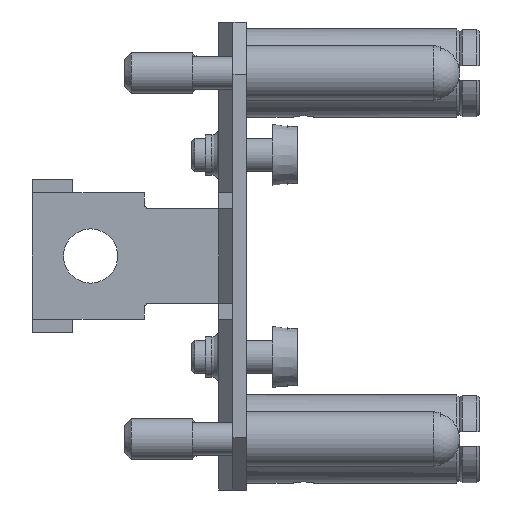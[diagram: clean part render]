
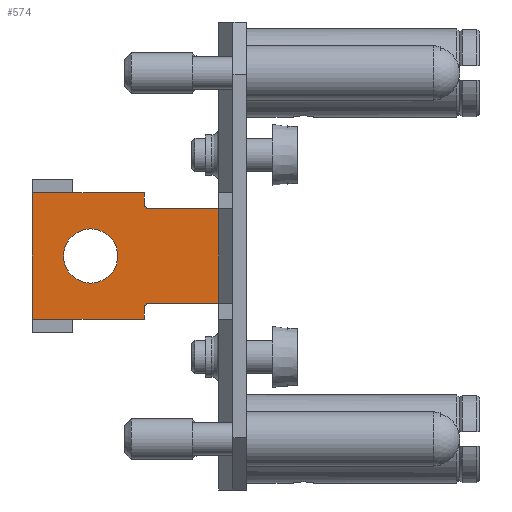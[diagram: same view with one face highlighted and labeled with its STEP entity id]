
A CAD part, left-side view. The second image highlights one B-rep face of the part: STEP entity #574.
In plain terms, the highlighted planar face has unit normal (-1, 0, 0).
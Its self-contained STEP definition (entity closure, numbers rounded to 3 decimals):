
#232=FACE_BOUND('',#1102,.T.);
#233=FACE_BOUND('',#1103,.T.);
#574=ADVANCED_FACE('',(#232,#233),#700,.T.);
#700=PLANE('',#3743);
#1102=EDGE_LOOP('',(#2154));
#1103=EDGE_LOOP('',(#2155,#2156,#2157,#2158,#2159,#2160,#2161,#2162,#2163,
#2164,#2165,#2166));
#1259=LINE('',#6038,#1463);
#1261=LINE('',#6043,#1465);
#1272=LINE('',#6064,#1476);
#1278=LINE('',#6077,#1482);
#1284=LINE('',#6094,#1488);
#1288=LINE('',#6101,#1492);
#1294=LINE('',#6112,#1498);
#1300=LINE('',#6121,#1504);
#1301=LINE('',#6123,#1505);
#1303=LINE('',#6127,#1507);
#1463=VECTOR('',#4495,1.);
#1465=VECTOR('',#4499,1.);
#1476=VECTOR('',#4518,1.);
#1482=VECTOR('',#4528,1.);
#1488=VECTOR('',#4542,1.);
#1492=VECTOR('',#4548,1.);
#1498=VECTOR('',#4560,1.);
#1504=VECTOR('',#4570,1.);
#1505=VECTOR('',#4573,1.);
#1507=VECTOR('',#4577,1.);
#2154=ORIENTED_EDGE('',*,*,#3056,.T.);
#2155=ORIENTED_EDGE('',*,*,#3117,.F.);
#2156=ORIENTED_EDGE('',*,*,#3119,.T.);
#2157=ORIENTED_EDGE('',*,*,#3069,.F.);
#2158=ORIENTED_EDGE('',*,*,#3073,.F.);
#2159=ORIENTED_EDGE('',*,*,#3075,.F.);
#2160=ORIENTED_EDGE('',*,*,#3086,.T.);
#2161=ORIENTED_EDGE('',*,*,#3110,.F.);
#2162=ORIENTED_EDGE('',*,*,#3092,.T.);
#2163=ORIENTED_EDGE('',*,*,#3104,.F.);
#2164=ORIENTED_EDGE('',*,*,#3100,.F.);
#2165=ORIENTED_EDGE('',*,*,#3097,.F.);
#2166=ORIENTED_EDGE('',*,*,#3116,.T.);
#2683=VERTEX_POINT('',#5979);
#2695=VERTEX_POINT('',#6029);
#2696=VERTEX_POINT('',#6031);
#2698=VERTEX_POINT('',#6037);
#2700=VERTEX_POINT('',#6042);
#2707=VERTEX_POINT('',#6065);
#2712=VERTEX_POINT('',#6078);
#2713=VERTEX_POINT('',#6079);
#2716=VERTEX_POINT('',#6087);
#2717=VERTEX_POINT('',#6089);
#2719=VERTEX_POINT('',#6095);
#2723=VERTEX_POINT('',#6120);
#2724=VERTEX_POINT('',#6124);
#3056=EDGE_CURVE('',#2683,#2683,#3389,.T.);
#3069=EDGE_CURVE('',#2695,#2696,#3394,.T.);
#3073=EDGE_CURVE('',#2698,#2695,#1259,.T.);
#3075=EDGE_CURVE('',#2700,#2698,#1261,.T.);
#3086=EDGE_CURVE('',#2700,#2707,#1272,.T.);
#3092=EDGE_CURVE('',#2712,#2713,#1278,.T.);
#3097=EDGE_CURVE('',#2716,#2717,#3396,.T.);
#3100=EDGE_CURVE('',#2717,#2719,#1284,.T.);
#3104=EDGE_CURVE('',#2719,#2713,#1288,.T.);
#3110=EDGE_CURVE('',#2712,#2707,#1294,.T.);
#3116=EDGE_CURVE('',#2716,#2723,#1300,.T.);
#3117=EDGE_CURVE('',#2724,#2723,#1301,.T.);
#3119=EDGE_CURVE('',#2724,#2696,#1303,.T.);
#3389=CIRCLE('',#3712,2.);
#3394=CIRCLE('',#3722,0.4);
#3396=CIRCLE('',#3733,0.4);
#3712=AXIS2_PLACEMENT_3D('',#5978,#4460,#4461);
#3722=AXIS2_PLACEMENT_3D('',#6030,#4488,#4489);
#3733=AXIS2_PLACEMENT_3D('',#6088,#4536,#4537);
#3743=AXIS2_PLACEMENT_3D('',#6128,#4578,#4579);
#4460=DIRECTION('',(1.,0.,0.));
#4461=DIRECTION('',(0.,1.,0.));
#4488=DIRECTION('',(-1.,0.,0.));
#4489=DIRECTION('',(0.,1.,0.));
#4495=DIRECTION('',(0.,0.,-1.));
#4499=DIRECTION('',(0.,-1.,0.));
#4518=DIRECTION('',(0.,1.,0.));
#4528=DIRECTION('',(0.,-1.,0.));
#4536=DIRECTION('',(-1.,0.,0.));
#4537=DIRECTION('',(0.,0.,1.));
#4542=DIRECTION('',(0.,0.,-1.));
#4548=DIRECTION('',(0.,1.,0.));
#4560=DIRECTION('',(0.,0.,1.));
#4570=DIRECTION('',(0.,-1.,0.));
#4573=DIRECTION('',(0.,0.,-1.));
#4577=DIRECTION('',(0.,1.,0.));
#4578=DIRECTION('',(-1.,0.,0.));
#4579=DIRECTION('',(0.,1.,0.));
#5978=CARTESIAN_POINT('',(7.9,11.5,17.26));
#5979=CARTESIAN_POINT('',(7.9,13.5,17.26));
#6029=CARTESIAN_POINT('',(7.9,7.55,21.135));
#6030=CARTESIAN_POINT('',(7.9,7.15,21.135));
#6031=CARTESIAN_POINT('',(7.9,7.15,20.735));
#6037=CARTESIAN_POINT('',(7.9,7.55,21.935));
#6038=CARTESIAN_POINT('',(7.9,7.55,21.935));
#6042=CARTESIAN_POINT('',(7.9,12.8,21.935));
#6043=CARTESIAN_POINT('',(7.9,12.8,21.935));
#6064=CARTESIAN_POINT('',(7.9,12.8,21.935));
#6065=CARTESIAN_POINT('',(7.9,15.8,21.935));
#6077=CARTESIAN_POINT('',(7.9,15.8,12.585));
#6078=CARTESIAN_POINT('',(7.9,15.8,12.585));
#6079=CARTESIAN_POINT('',(7.9,12.8,12.585));
#6087=CARTESIAN_POINT('',(7.9,7.15,13.785));
#6088=CARTESIAN_POINT('',(7.9,7.15,13.385));
#6089=CARTESIAN_POINT('',(7.9,7.55,13.385));
#6094=CARTESIAN_POINT('',(7.9,7.55,13.385));
#6095=CARTESIAN_POINT('',(7.9,7.55,12.585));
#6101=CARTESIAN_POINT('',(7.9,7.55,12.585));
#6112=CARTESIAN_POINT('',(7.9,15.8,12.585));
#6120=CARTESIAN_POINT('',(7.9,2.05,13.785));
#6121=CARTESIAN_POINT('',(7.9,7.15,13.785));
#6123=CARTESIAN_POINT('',(7.9,2.05,20.735));
#6124=CARTESIAN_POINT('',(7.9,2.05,20.735));
#6127=CARTESIAN_POINT('',(7.9,2.05,20.735));
#6128=CARTESIAN_POINT('',(7.9,0.313,22.403));
